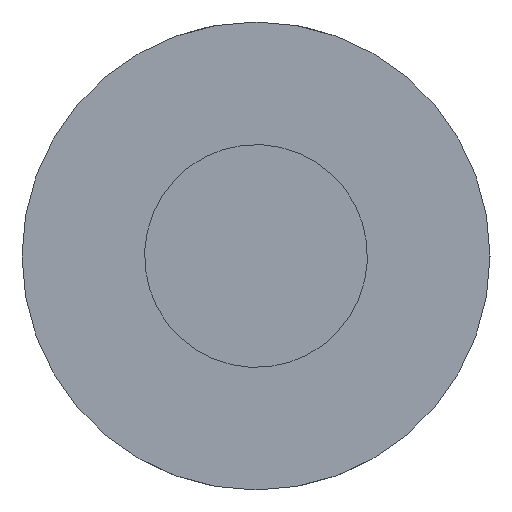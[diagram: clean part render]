
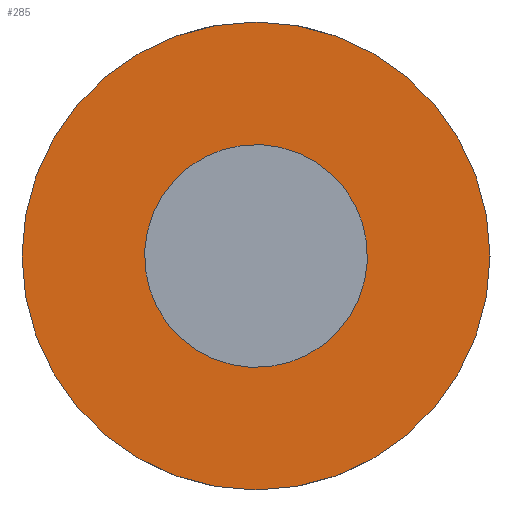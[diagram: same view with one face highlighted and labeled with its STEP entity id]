
A CAD part, front view. The second image highlights one B-rep face of the part: STEP entity #285.
In plain terms, the highlighted planar face has unit normal (0, -1, 0).
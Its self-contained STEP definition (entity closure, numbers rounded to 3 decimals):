
#3 = ORIENTED_EDGE ( 'NONE', *, *, #170, .T. ) ;
#8 = VERTEX_POINT ( 'NONE', #256 ) ;
#24 = PLANE ( 'NONE',  #101 ) ;
#26 = ORIENTED_EDGE ( 'NONE', *, *, #272, .T. ) ;
#47 = DIRECTION ( 'NONE',  ( 0., 0., -1. ) ) ;
#66 = CARTESIAN_POINT ( 'NONE',  ( 0., -0.5, 0. ) ) ;
#84 = AXIS2_PLACEMENT_3D ( 'NONE', #134, #299, #130 ) ;
#101 = AXIS2_PLACEMENT_3D ( 'NONE', #206, #267, #47 ) ;
#121 = CARTESIAN_POINT ( 'NONE',  ( 0., -0.5, -0.735 ) ) ;
#130 = DIRECTION ( 'NONE',  ( 0., 0., -1. ) ) ;
#134 = CARTESIAN_POINT ( 'NONE',  ( 0., -0.5, 0. ) ) ;
#145 = AXIS2_PLACEMENT_3D ( 'NONE', #66, #260, #327 ) ;
#156 = FACE_OUTER_BOUND ( 'NONE', #224, .T. ) ;
#170 = EDGE_CURVE ( 'NONE', #8, #204, #241, .T. ) ;
#187 = CIRCLE ( 'NONE', #84, 0.735 ) ;
#204 = VERTEX_POINT ( 'NONE', #121 ) ;
#206 = CARTESIAN_POINT ( 'NONE',  ( 0., -0.5, 0. ) ) ;
#224 = EDGE_LOOP ( 'NONE', ( #3, #26 ) ) ;
#241 = CIRCLE ( 'NONE', #145, 0.735 ) ;
#256 = CARTESIAN_POINT ( 'NONE',  ( 0., -0.5, 0.735 ) ) ;
#260 = DIRECTION ( 'NONE',  ( 0., -1., 0. ) ) ;
#267 = DIRECTION ( 'NONE',  ( 0., -1., 0. ) ) ;
#272 = EDGE_CURVE ( 'NONE', #204, #8, #187, .T. ) ;
#285 = ADVANCED_FACE ( 'NONE', ( #156 ), #24, .T. ) ;
#299 = DIRECTION ( 'NONE',  ( 0., -1., 0. ) ) ;
#327 = DIRECTION ( 'NONE',  ( 0., 0., -1. ) ) ;
